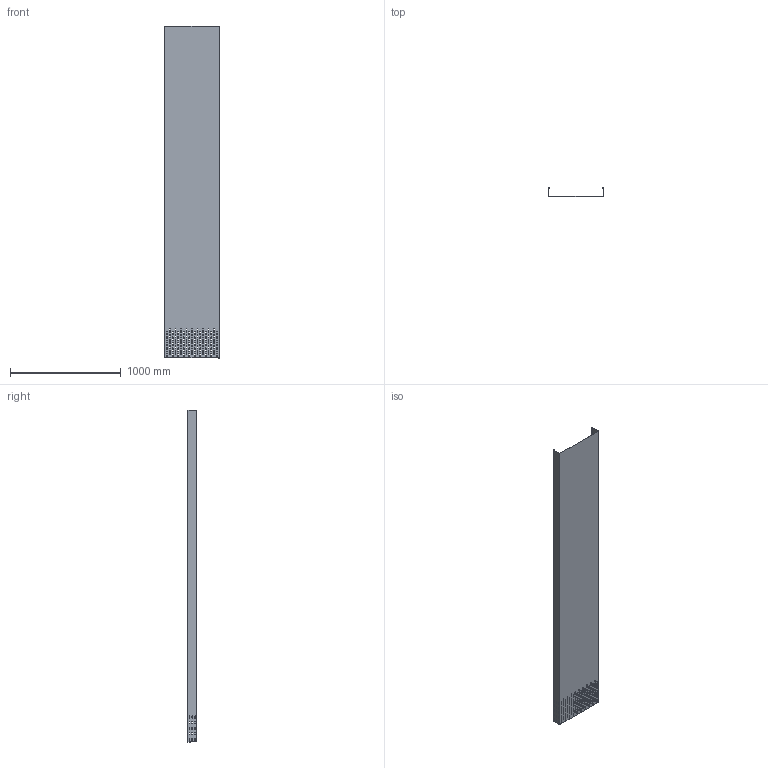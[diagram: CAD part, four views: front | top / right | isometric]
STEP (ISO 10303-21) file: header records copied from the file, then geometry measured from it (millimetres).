
FILE_DESCRIPTION (( 'STEP AP214' ), '1' );
FILE_NAME ('6057621.STEP', '2025-08-21T09:42:03', ( '' ), ( '' ), 'SwSTEP 2.0', 'SolidWorks 2024', '' );
FILE_SCHEMA (( 'AUTOMOTIVE_DESIGN' ));
Length unit declared in the file: millimetre
Products named in the file (1): 6057621
Bounding box: 500 x 85 x 3000 mm (x, y, z)
Volume: 2060356.5 mm3; surface area: 4141532.1 mm2
Topology: 1 solids, 1 shells, 631 faces, 1863 edges, 1234 vertices
Faces by surface type: cylinder 351, plane 280
Entity records: 21790 total; most frequent: DIRECTION 3829, CARTESIAN_POINT 3729, ORIENTED_EDGE 3726, EDGE_CURVE 1863, AXIS2_PLACEMENT_3D 1334, VERTEX_POINT 1234, VECTOR 1161, LINE 1161
